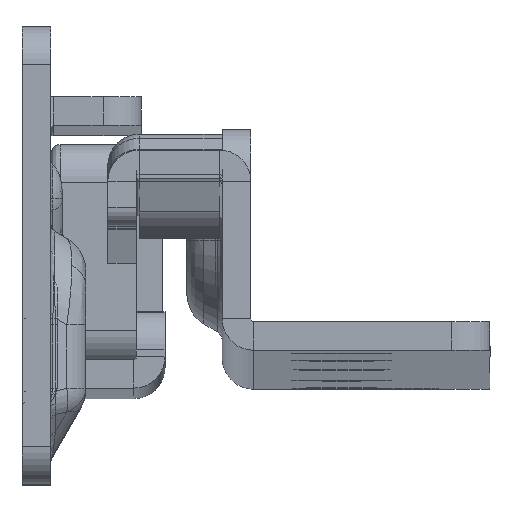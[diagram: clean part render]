
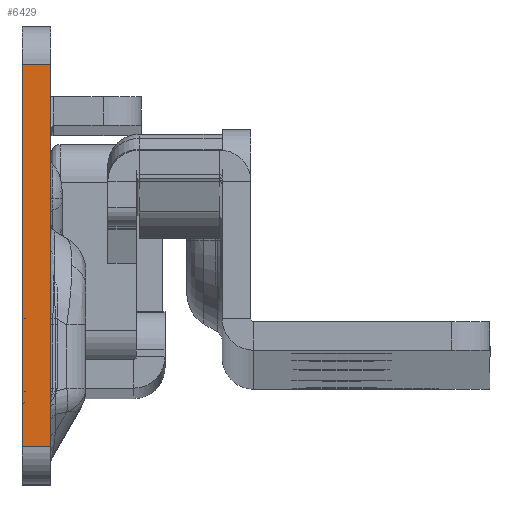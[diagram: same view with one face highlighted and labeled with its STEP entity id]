
A CAD part, top view. The second image highlights one B-rep face of the part: STEP entity #6429.
In plain terms, the highlighted planar face has unit normal (0, 0, 1).
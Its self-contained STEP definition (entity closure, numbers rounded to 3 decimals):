
#49 = CARTESIAN_POINT ( 'NONE',  ( 0., -29.094, 0. ) ) ;
#79 = VECTOR ( 'NONE', #2161, 1000. ) ;
#214 = EDGE_CURVE ( 'NONE', #4144, #9165, #8337, .T. ) ;
#333 = EDGE_CURVE ( 'NONE', #4144, #2794, #5920, .T. ) ;
#645 = CARTESIAN_POINT ( 'NONE',  ( -3., -29.094, 0. ) ) ;
#1366 = DIRECTION ( 'NONE',  ( 1., 0., 0. ) ) ;
#2161 = DIRECTION ( 'NONE',  ( 0., -1., 0. ) ) ;
#2685 = CARTESIAN_POINT ( 'NONE',  ( -142.194, -21.7, 0. ) ) ;
#2783 = DIRECTION ( 'NONE',  ( 1., 0., 0. ) ) ;
#2794 = VERTEX_POINT ( 'NONE', #3377 ) ;
#2868 = CARTESIAN_POINT ( 'NONE',  ( -3., 18.3, 0. ) ) ;
#3068 = DIRECTION ( 'NONE',  ( 1., 0., 0. ) ) ;
#3377 = CARTESIAN_POINT ( 'NONE',  ( -3., -21.7, 0. ) ) ;
#3971 = DIRECTION ( 'NONE',  ( 0., -1., 0. ) ) ;
#4109 = VECTOR ( 'NONE', #1366, 1000. ) ;
#4144 = VERTEX_POINT ( 'NONE', #17550 ) ;
#4187 = EDGE_CURVE ( 'NONE', #9165, #13725, #12289, .T. ) ;
#5920 = LINE ( 'NONE', #645, #79 ) ;
#6031 = PLANE ( 'NONE',  #9925 ) ;
#6429 = ADVANCED_FACE ( 'NONE', ( #10157 ), #6031, .T. ) ;
#8062 = LINE ( 'NONE', #2685, #4109 ) ;
#8137 = VECTOR ( 'NONE', #3971, 1000. ) ;
#8222 = ORIENTED_EDGE ( 'NONE', *, *, #4187, .F. ) ;
#8337 = LINE ( 'NONE', #2868, #12917 ) ;
#9165 = VERTEX_POINT ( 'NONE', #15915 ) ;
#9378 = ORIENTED_EDGE ( 'NONE', *, *, #16049, .T. ) ;
#9925 = AXIS2_PLACEMENT_3D ( 'NONE', #12733, #16825, #3068 ) ;
#10157 = FACE_OUTER_BOUND ( 'NONE', #12676, .T. ) ;
#12289 = LINE ( 'NONE', #49, #8137 ) ;
#12676 = EDGE_LOOP ( 'NONE', ( #8222, #16603, #14059, #9378 ) ) ;
#12733 = CARTESIAN_POINT ( 'NONE',  ( -3., -29.094, 0. ) ) ;
#12917 = VECTOR ( 'NONE', #2783, 1000. ) ;
#13725 = VERTEX_POINT ( 'NONE', #15845 ) ;
#14059 = ORIENTED_EDGE ( 'NONE', *, *, #333, .T. ) ;
#15845 = CARTESIAN_POINT ( 'NONE',  ( 0., -21.7, 0. ) ) ;
#15915 = CARTESIAN_POINT ( 'NONE',  ( 0., 18.3, 0. ) ) ;
#16049 = EDGE_CURVE ( 'NONE', #2794, #13725, #8062, .T. ) ;
#16603 = ORIENTED_EDGE ( 'NONE', *, *, #214, .F. ) ;
#16825 = DIRECTION ( 'NONE',  ( 0., 0., 1. ) ) ;
#17550 = CARTESIAN_POINT ( 'NONE',  ( -3., 18.3, 0. ) ) ;
